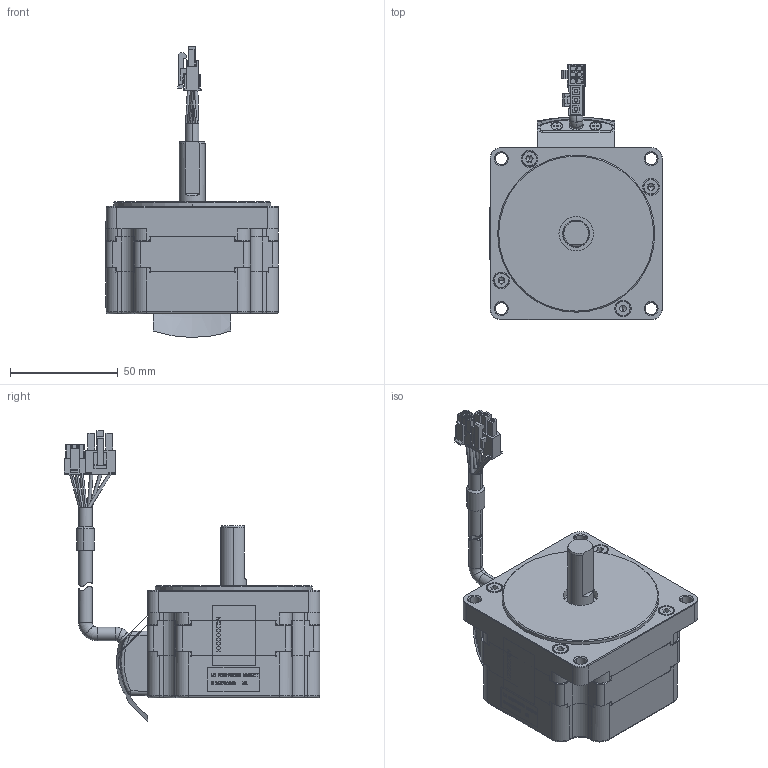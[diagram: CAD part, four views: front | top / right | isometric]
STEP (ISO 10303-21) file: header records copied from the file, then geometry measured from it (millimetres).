
FILE_DESCRIPTION((''),'2;1');
FILE_NAME('4611130001218_ASM_ASM','2020-01-14T19:28:17',('TQ00207'),(''),'CREO PARAMETRIC BY PTC INC, 2018100','CREO PARAMETRIC BY PTC INC, 2018100','');
FILE_SCHEMA(('CONFIG_CONTROL_DESIGN'));
Products named in the file (39): 00_1-10060_1_2_3; 00_1-17249_1_2_3; 00_ASM_1-10072_1_2_ASM; _220001_1_1_2_3_4_5; 200_1-45583_1_2_3; 300_1-45737_1_2_3; 400_1_1_2_3_4_5; 500_1_1_2_3_4_5; 600_1_1_2_3_4_5; 900_1_1_2_3_4_5; _210001_1_1_2_3_4_5; 00_ASM_1-45438_1_2_ASM; 00_1-64906_1_2_3; 100_1-70200_1_2_3; 100_1-70360_1_2_3; 300_1-70776_1_2_3; 00_ASM_1-70209_1_2_ASM; 00_1-76457_1_2_3; 00_1-76672_1_2_3; 00_1-93488_1_2_3; 00_1-96648_1_2_3; 00_ASM_1-48539_1_2_ASM; 00_ASM_1-45029_1_2_ASM; 00_1-101550; 00_1-106493; 00_1-109512; 00_ASM_1-109521_ASM; 00_ASM_1-110269_ASM; ROLLINGBEARINGS6000002_1_1_2__5; 00_ASM_1-110497_ASM; 00_1-116924; M3X10_1_1_2_3; BOAM03002_1_1_2_3; 00_1-121365; 42944040000953_1_1_2_3; 00_11; BIAOQIAN_2_1_2_3_4_5; MOTOR_ASM_2_1_2_ASM; 4611130001218_ASM_ASM
Assembly tree (44 placements, depth 6):
  4611130001218_ASM_ASM
    MOTOR_ASM_2_1_2_ASM
      00_ASM_1-45029_1_2_ASM
        00_ASM_1-10072_1_2_ASM
          00_1-10060_1_2_3
          00_1-17249_1_2_3
        00_ASM_1-48539_1_2_ASM
          00_ASM_1-45438_1_2_ASM
            _220001_1_1_2_3_4_5
            200_1-45583_1_2_3
            300_1-45737_1_2_3
            400_1_1_2_3_4_5
            500_1_1_2_3_4_5
            600_1_1_2_3_4_5
            900_1_1_2_3_4_5
            _210001_1_1_2_3_4_5
          00_1-64906_1_2_3
          00_ASM_1-70209_1_2_ASM
            100_1-70200_1_2_3
            100_1-70360_1_2_3
            300_1-70776_1_2_3
          00_1-76457_1_2_3
          00_1-76672_1_2_3
          00_1-93488_1_2_3
          00_1-96648_1_2_3
      00_1-101550
      00_1-106493
      00_ASM_1-110497_ASM
        00_ASM_1-110269_ASM
          00_ASM_1-109521_ASM
            00_1-109512
        ROLLINGBEARINGS6000002_1_1_2__5  x2
      00_1-116924
      M3X10_1_1_2_3  x2
      BOAM03002_1_1_2_3  x2
      00_1-121365
      42944040000953_1_1_2_3  x4
      00_11
      BIAOQIAN_2_1_2_3_4_5
Bounding box: 80.2 x 118.68 x 135.16 mm (x, y, z)
Volume: 191005.2 mm3; surface area: 107882 mm2
Topology: 35 solids, 39 shells, 2668 faces, 7329 edges, 4793 vertices
Faces by surface type: plane 1611, cylinder 425, torus 244, sphere 134, cone 113, bspline 71, extrusion 70
Entity records: 90592 total; most frequent: CARTESIAN_POINT 29684, ORIENTED_EDGE 12894, DIRECTION 11955, EDGE_CURVE 6454, VECTOR 4427, LINE 4357, VERTEX_POINT 4226, AXIS2_PLACEMENT_3D 3764
